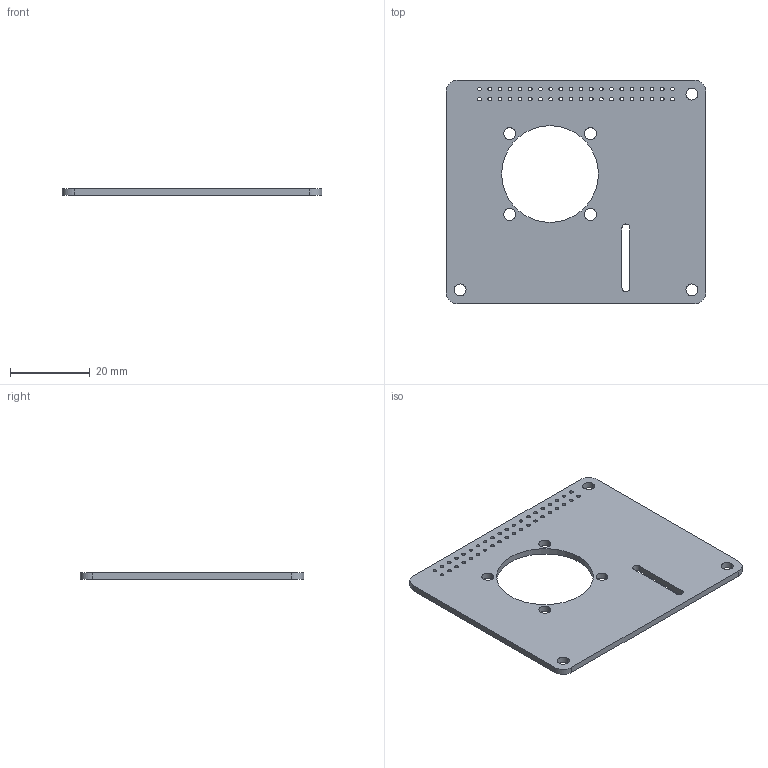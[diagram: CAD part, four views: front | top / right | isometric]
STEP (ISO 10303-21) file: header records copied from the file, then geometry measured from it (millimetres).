
FILE_DESCRIPTION (( 'STEP AP214' ), '1' );
FILE_NAME ('Øèëä îò Raspberry_äëÿ_Âàñè.STEP', '2019-07-26T15:28:00', ( '' ), ( '' ), 'SwSTEP 2.0', 'SolidWorks 2017', '' );
FILE_SCHEMA (( 'AUTOMOTIVE_DESIGN' ));
Length unit declared in the file: millimetre
Products named in the file (1): Øèëä îò Raspberry_äëÿ_Âàñè
Bounding box: 65 x 56 x 1.57 mm (x, y, z)
Volume: 4810.9 mm3; surface area: 6957.8 mm2
Topology: 1 solids, 1 shells, 110 faces, 324 edges, 216 vertices
Faces by surface type: cylinder 102, plane 8
Entity records: 4022 total; most frequent: DIRECTION 750, CARTESIAN_POINT 651, ORIENTED_EDGE 648, EDGE_CURVE 324, AXIS2_PLACEMENT_3D 315, VERTEX_POINT 216, EDGE_LOOP 208, CIRCLE 204
